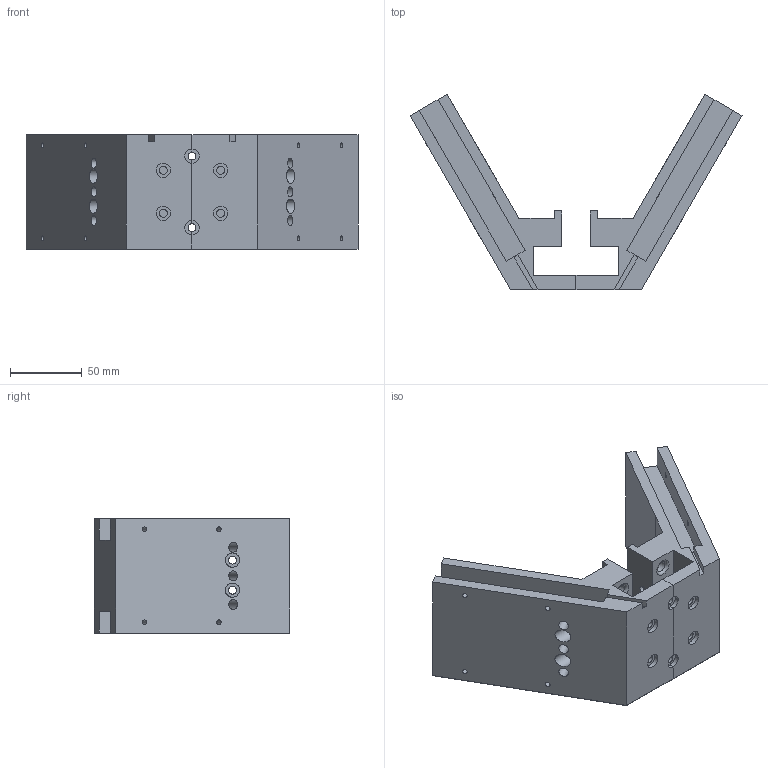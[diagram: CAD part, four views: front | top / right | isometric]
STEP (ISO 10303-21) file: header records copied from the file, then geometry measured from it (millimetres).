
FILE_DESCRIPTION(('FreeCAD Model'),'2;1');
FILE_NAME('Open CASCADE Shape Model','2021-12-15T23:24:33',('Author'),( ''),'Open CASCADE STEP processor 7.5','FreeCAD','Unknown');
FILE_SCHEMA(('AUTOMOTIVE_DESIGN { 1 0 10303 214 1 1 1 1 }'));
Length unit declared in the file: millimetre
Products named in the file (1): bottomCorner
Bounding box: 231.96 x 136.6 x 80.2 mm (x, y, z)
Volume: 655748 mm3; surface area: 126880.1 mm2
Topology: 1 solids, 1 shells, 149 faces, 367 edges, 228 vertices
Faces by surface type: plane 91, cylinder 50, torus 5, bspline 3
Full cylindrical faces by diameter (mm): 3.4 x14, 5.5 x8, 7 x6, 8 x2, 10 x8
Entity records: 9627 total; most frequent: CARTESIAN_POINT 2025, DIRECTION 1451, LINE 865, VECTOR 865, ORIENTED_EDGE 734, PCURVE 734, DEFINITIONAL_REPRESENTATION 734, EDGE_CURVE 367
